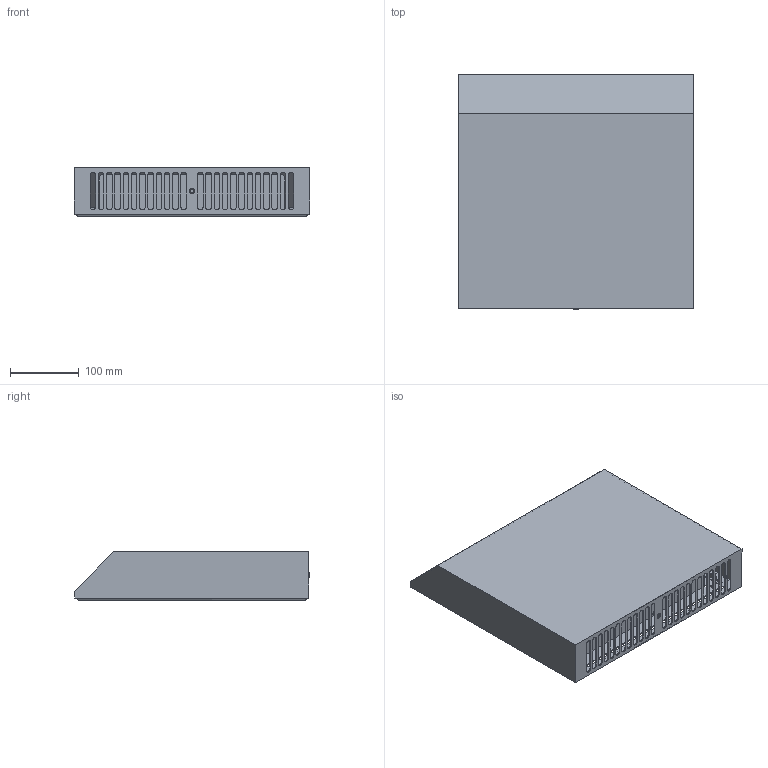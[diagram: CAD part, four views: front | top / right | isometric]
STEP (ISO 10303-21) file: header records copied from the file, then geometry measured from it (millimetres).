
FILE_DESCRIPTION (( 'STEP AP203' ), '1' );
FILE_NAME ('TI-00D-KZ-025-025 TITAN Êîæóõ çàùèòíûé âåíò. ðåøåòêè 253õ253 IP56 IEK_óïðîùåííàÿ.STEP', '2024-09-12T08:52:41', ( '' ), ( '' ), 'SwSTEP 2.0', 'SolidWorks 2022', '' );
FILE_SCHEMA (( 'CONFIG_CONTROL_DESIGN' ));
Length unit declared in the file: millimetre
Products named in the file (3): Рамка_253х253; Накладка_253х253; TI-00D-KZ-025-025 TITAN Кожух защитный вент. решетки 253х253 IP56 IEK_упрощенная
Assembly tree (2 placements, depth 2):
  TI-00D-KZ-025-025 TITAN Кожух защитный вент. решетки 253х253 IP56 IEK_упрощенная
    Рамка_253х253
    Накладка_253х253
Bounding box: 341.4 x 340.5 x 70 mm (x, y, z)
Volume: 362478.2 mm3; surface area: 487265.6 mm2
Topology: 6 solids, 6 shells, 219 faces, 597 edges, 396 vertices
Faces by surface type: plane 146, cylinder 73
Full cylindrical faces by diameter (mm): 5 x1, 6 x1, 6.5 x4, 7 x1
Entity records: 7273 total; most frequent: CARTESIAN_POINT 1230, ORIENTED_EDGE 1176, DIRECTION 1158, EDGE_CURVE 588, LINE 450, VECTOR 450, VERTEX_POINT 394, AXIS2_PLACEMENT_3D 354
